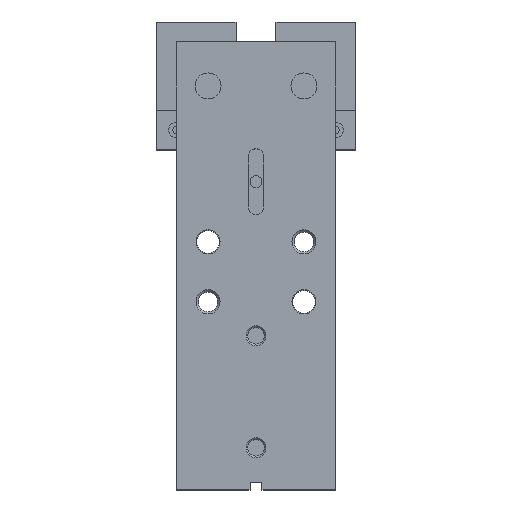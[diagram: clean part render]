
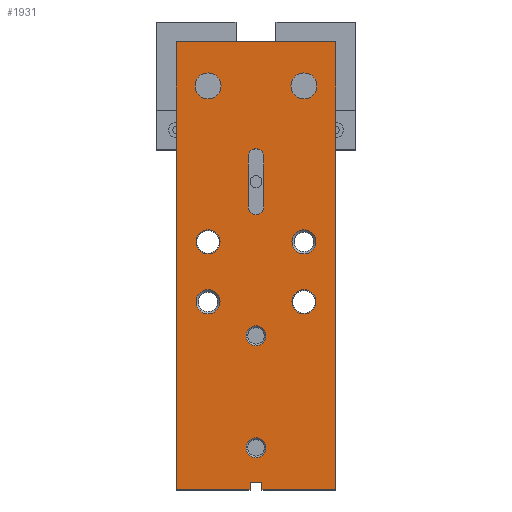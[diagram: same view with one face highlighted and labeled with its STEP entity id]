
A CAD part, top view. The second image highlights one B-rep face of the part: STEP entity #1931.
In plain terms, the highlighted planar face has unit normal (0, 0, 1).
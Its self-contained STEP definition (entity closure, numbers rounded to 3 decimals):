
#552=CARTESIAN_POINT('',(0.,99.0,20.0));
#553=VERTEX_POINT('',#552);
#554=CARTESIAN_POINT('',(0.0,101.5,20.0));
#555=DIRECTION('',(0.0,0.0,-1.0));
#556=DIRECTION('',(0.0,1.0,0.0));
#557=AXIS2_PLACEMENT_3D('',#554,#555,#556);
#558=CIRCLE('',#557,2.5);
#559=EDGE_CURVE('',#553,#553,#558,.T.);
#600=CARTESIAN_POINT('',(0.,71.0,20.0));
#601=VERTEX_POINT('',#600);
#602=CARTESIAN_POINT('',(0.0,73.5,20.0));
#603=DIRECTION('',(0.0,0.0,-1.0));
#604=DIRECTION('',(0.0,1.0,0.0));
#605=AXIS2_PLACEMENT_3D('',#602,#603,#604);
#606=CIRCLE('',#605,2.5);
#607=EDGE_CURVE('',#601,#601,#606,.T.);
#648=CARTESIAN_POINT('',(12.,62.0,20.0));
#649=VERTEX_POINT('',#648);
#650=CARTESIAN_POINT('',(12.,65.0,20.0));
#651=DIRECTION('',(0.0,0.0,-1.0));
#652=DIRECTION('',(0.0,1.0,0.0));
#653=AXIS2_PLACEMENT_3D('',#650,#651,#652);
#654=CIRCLE('',#653,3.);
#655=EDGE_CURVE('',#649,#649,#654,.T.);
#716=CARTESIAN_POINT('',(-12.,47.0,20.0));
#717=VERTEX_POINT('',#716);
#718=CARTESIAN_POINT('',(-12.,50.0,20.0));
#719=DIRECTION('',(0.0,0.0,-1.0));
#720=DIRECTION('',(0.0,1.0,0.0));
#721=AXIS2_PLACEMENT_3D('',#718,#719,#720);
#722=CIRCLE('',#721,3.0);
#723=EDGE_CURVE('',#717,#717,#722,.T.);
#784=CARTESIAN_POINT('',(12.,47.0,20.0));
#785=VERTEX_POINT('',#784);
#786=CARTESIAN_POINT('',(12.,50.0,20.0));
#787=DIRECTION('',(0.0,0.0,-1.0));
#788=DIRECTION('',(0.0,1.0,0.0));
#789=AXIS2_PLACEMENT_3D('',#786,#787,#788);
#790=CIRCLE('',#789,3.0);
#791=EDGE_CURVE('',#785,#785,#790,.T.);
#868=CARTESIAN_POINT('',(-12.,62.0,20.0));
#869=VERTEX_POINT('',#868);
#870=CARTESIAN_POINT('',(-12.,65.0,20.0));
#871=DIRECTION('',(0.0,0.0,-1.0));
#872=DIRECTION('',(0.0,1.0,0.0));
#873=AXIS2_PLACEMENT_3D('',#870,#871,#872);
#874=CIRCLE('',#873,3.0);
#875=EDGE_CURVE('',#869,#869,#874,.T.);
#1025=CARTESIAN_POINT('',(8.75,11.0,20.0));
#1026=VERTEX_POINT('',#1025);
#1027=CARTESIAN_POINT('',(12.,11.0,20.0));
#1028=DIRECTION('',(0.0,0.0,-1.0));
#1029=DIRECTION('',(1.0,0.0,0.0));
#1030=AXIS2_PLACEMENT_3D('',#1027,#1028,#1029);
#1031=CIRCLE('',#1030,3.25);
#1032=EDGE_CURVE('',#1026,#1026,#1031,.T.);
#1109=CARTESIAN_POINT('',(-15.25,11.0,20.0));
#1110=VERTEX_POINT('',#1109);
#1111=CARTESIAN_POINT('',(-12.,11.0,20.0));
#1112=DIRECTION('',(0.0,0.0,-1.0));
#1113=DIRECTION('',(1.0,0.0,0.0));
#1114=AXIS2_PLACEMENT_3D('',#1111,#1112,#1113);
#1115=CIRCLE('',#1114,3.25);
#1116=EDGE_CURVE('',#1110,#1110,#1115,.T.);
#1404=CARTESIAN_POINT('',(-20.0,0.0,20.0));
#1405=VERTEX_POINT('',#1404);
#1412=CARTESIAN_POINT('',(-20.0,112.,20.0));
#1413=VERTEX_POINT('',#1412);
#1414=CARTESIAN_POINT('',(-20.0,112.,20.0));
#1415=DIRECTION('',(0.0,-1.0,0.0));
#1416=VECTOR('',#1415,112.);
#1417=LINE('',#1414,#1416);
#1418=EDGE_CURVE('',#1413,#1405,#1417,.T.);
#1451=CARTESIAN_POINT('',(20.0,0.0,20.0));
#1452=VERTEX_POINT('',#1451);
#1459=CARTESIAN_POINT('',(-20.0,0.0,20.0));
#1460=DIRECTION('',(1.0,0.0,0.0));
#1461=VECTOR('',#1460,40.0);
#1462=LINE('',#1459,#1461);
#1463=EDGE_CURVE('',#1405,#1452,#1462,.T.);
#1507=CARTESIAN_POINT('',(-2.0,41.25,20.0));
#1508=VERTEX_POINT('',#1507);
#1509=CARTESIAN_POINT('',(2.0,41.25,20.0));
#1510=VERTEX_POINT('',#1509);
#1511=CARTESIAN_POINT('',(0.0,41.25,20.0));
#1512=DIRECTION('',(0.0,0.0,-1.0));
#1513=DIRECTION('',(1.0,0.0,0.0));
#1514=AXIS2_PLACEMENT_3D('',#1511,#1512,#1513);
#1515=CIRCLE('',#1514,2.0);
#1516=EDGE_CURVE('',#1508,#1510,#1515,.T.);
#1549=CARTESIAN_POINT('',(2.0,28.75,20.0));
#1550=VERTEX_POINT('',#1549);
#1551=CARTESIAN_POINT('',(2.0,41.25,20.0));
#1552=DIRECTION('',(0.0,-1.0,0.0));
#1553=VECTOR('',#1552,12.5);
#1554=LINE('',#1551,#1553);
#1555=EDGE_CURVE('',#1510,#1550,#1554,.T.);
#1580=CARTESIAN_POINT('',(-2.0,28.75,20.0));
#1581=VERTEX_POINT('',#1580);
#1582=CARTESIAN_POINT('',(0.0,28.75,20.0));
#1583=DIRECTION('',(0.0,0.0,-1.0));
#1584=DIRECTION('',(-1.0,0.0,0.0));
#1585=AXIS2_PLACEMENT_3D('',#1582,#1583,#1584);
#1586=CIRCLE('',#1585,2.0);
#1587=EDGE_CURVE('',#1550,#1581,#1586,.T.);
#1613=CARTESIAN_POINT('',(-2.0,28.75,20.0));
#1614=DIRECTION('',(0.0,1.0,0.0));
#1615=VECTOR('',#1614,12.5);
#1616=LINE('',#1613,#1615);
#1617=EDGE_CURVE('',#1581,#1508,#1616,.T.);
#1778=CARTESIAN_POINT('',(-1.5,110.11,20.0));
#1779=VERTEX_POINT('',#1778);
#1780=CARTESIAN_POINT('',(-1.5,112.,20.0));
#1781=VERTEX_POINT('',#1780);
#1782=CARTESIAN_POINT('',(-1.5,110.11,20.0));
#1783=DIRECTION('',(0.0,1.0,0.0));
#1784=VECTOR('',#1783,1.89);
#1785=LINE('',#1782,#1784);
#1786=EDGE_CURVE('',#1779,#1781,#1785,.T.);
#1826=CARTESIAN_POINT('',(1.5,110.11,20.0));
#1827=VERTEX_POINT('',#1826);
#1828=CARTESIAN_POINT('',(1.5,110.11,20.0));
#1829=DIRECTION('',(-1.0,0.0,0.0));
#1830=VECTOR('',#1829,3.0);
#1831=LINE('',#1828,#1830);
#1832=EDGE_CURVE('',#1827,#1779,#1831,.T.);
#1850=CARTESIAN_POINT('',(1.5,112.,20.0));
#1851=VERTEX_POINT('',#1850);
#1852=CARTESIAN_POINT('',(1.5,112.,20.0));
#1853=DIRECTION('',(0.0,-1.0,0.0));
#1854=VECTOR('',#1853,1.89);
#1855=LINE('',#1852,#1854);
#1856=EDGE_CURVE('',#1851,#1827,#1855,.T.);
#1869=CARTESIAN_POINT('',(0.0,0.0,20.0));
#1870=DIRECTION('',(0.0,0.0,1.0));
#1871=DIRECTION('',(1.0,0.0,0.0));
#1872=AXIS2_PLACEMENT_3D('',#1869,#1870,#1871);
#1873=PLANE('',#1872);
#1874=ORIENTED_EDGE('',*,*,#1856,.T.);
#1875=ORIENTED_EDGE('',*,*,#1832,.T.);
#1876=ORIENTED_EDGE('',*,*,#1786,.T.);
#1877=CARTESIAN_POINT('',(-1.5,112.,20.0));
#1878=DIRECTION('',(-1.0,0.0,0.0));
#1879=VECTOR('',#1878,18.5);
#1880=LINE('',#1877,#1879);
#1881=EDGE_CURVE('',#1781,#1413,#1880,.T.);
#1882=ORIENTED_EDGE('',*,*,#1881,.T.);
#1883=ORIENTED_EDGE('',*,*,#1418,.T.);
#1884=ORIENTED_EDGE('',*,*,#1463,.T.);
#1885=CARTESIAN_POINT('',(20.0,112.,20.0));
#1886=VERTEX_POINT('',#1885);
#1887=CARTESIAN_POINT('',(20.0,0.0,20.0));
#1888=DIRECTION('',(0.0,1.0,0.0));
#1889=VECTOR('',#1888,112.);
#1890=LINE('',#1887,#1889);
#1891=EDGE_CURVE('',#1452,#1886,#1890,.T.);
#1892=ORIENTED_EDGE('',*,*,#1891,.T.);
#1893=CARTESIAN_POINT('',(20.0,112.,20.0));
#1894=DIRECTION('',(-1.0,0.0,0.0));
#1895=VECTOR('',#1894,18.5);
#1896=LINE('',#1893,#1895);
#1897=EDGE_CURVE('',#1886,#1851,#1896,.T.);
#1898=ORIENTED_EDGE('',*,*,#1897,.T.);
#1899=EDGE_LOOP('',(#1874,#1875,#1876,#1882,#1883,#1884,#1892,#1898));
#1900=FACE_OUTER_BOUND('',#1899,.T.);
#1901=ORIENTED_EDGE('',*,*,#1032,.T.);
#1902=EDGE_LOOP('',(#1901));
#1903=FACE_BOUND('',#1902,.T.);
#1904=ORIENTED_EDGE('',*,*,#1587,.T.);
#1905=ORIENTED_EDGE('',*,*,#1617,.T.);
#1906=ORIENTED_EDGE('',*,*,#1516,.T.);
#1907=ORIENTED_EDGE('',*,*,#1555,.T.);
#1908=EDGE_LOOP('',(#1904,#1905,#1906,#1907));
#1909=FACE_BOUND('',#1908,.T.);
#1910=ORIENTED_EDGE('',*,*,#875,.T.);
#1911=EDGE_LOOP('',(#1910));
#1912=FACE_BOUND('',#1911,.T.);
#1913=ORIENTED_EDGE('',*,*,#791,.T.);
#1914=EDGE_LOOP('',(#1913));
#1915=FACE_BOUND('',#1914,.T.);
#1916=ORIENTED_EDGE('',*,*,#723,.T.);
#1917=EDGE_LOOP('',(#1916));
#1918=FACE_BOUND('',#1917,.T.);
#1919=ORIENTED_EDGE('',*,*,#655,.T.);
#1920=EDGE_LOOP('',(#1919));
#1921=FACE_BOUND('',#1920,.T.);
#1922=ORIENTED_EDGE('',*,*,#607,.T.);
#1923=EDGE_LOOP('',(#1922));
#1924=FACE_BOUND('',#1923,.T.);
#1925=ORIENTED_EDGE('',*,*,#559,.T.);
#1926=EDGE_LOOP('',(#1925));
#1927=FACE_BOUND('',#1926,.T.);
#1928=ORIENTED_EDGE('',*,*,#1116,.T.);
#1929=EDGE_LOOP('',(#1928));
#1930=FACE_BOUND('',#1929,.T.);
#1931=ADVANCED_FACE('',(#1900,#1903,#1909,#1912,#1915,#1918,#1921,#1924,#1927,#1930),#1873,.T.);
